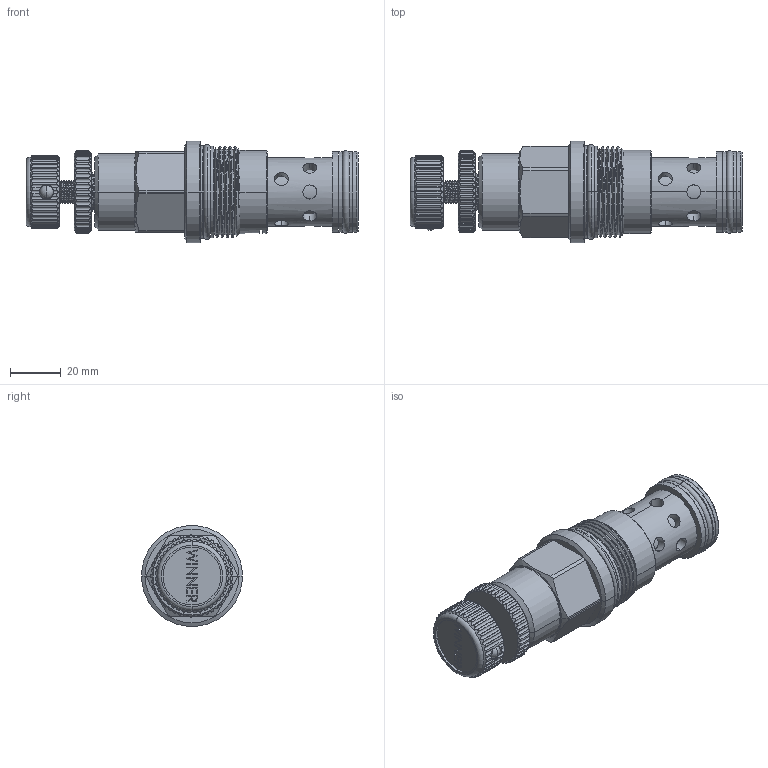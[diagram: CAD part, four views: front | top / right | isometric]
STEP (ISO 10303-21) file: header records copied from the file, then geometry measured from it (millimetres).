
FILE_DESCRIPTION (( 'STEP AP203' ), '1' );
FILE_NAME ('FR16A2C-K.STEP', '2021-07-01T02:35:00', ( '' ), ( '' ), 'SwSTEP 2.0', 'SolidWorks 2018', '' );
FILE_SCHEMA (( 'CONFIG_CONTROL_DESIGN' ));
Length unit declared in the file: millimetre
Products named in the file (1): FR16A2C-K
Bounding box: 130.29 x 39.67 x 39.67 mm (x, y, z)
Volume: 93056.9 mm3; surface area: 22681.6 mm2
Topology: 2 solids, 2 shells, 527 faces, 1400 edges, 918 vertices
Faces by surface type: cylinder 346, plane 113, cone 31, torus 20, bspline 15, sphere 2
Entity records: 28779 total; most frequent: CARTESIAN_POINT 16191, ORIENTED_EDGE 2800, DIRECTION 2378, EDGE_CURVE 1400, VERTEX_POINT 918, AXIS2_PLACEMENT_3D 895, LINE 588, VECTOR 588
